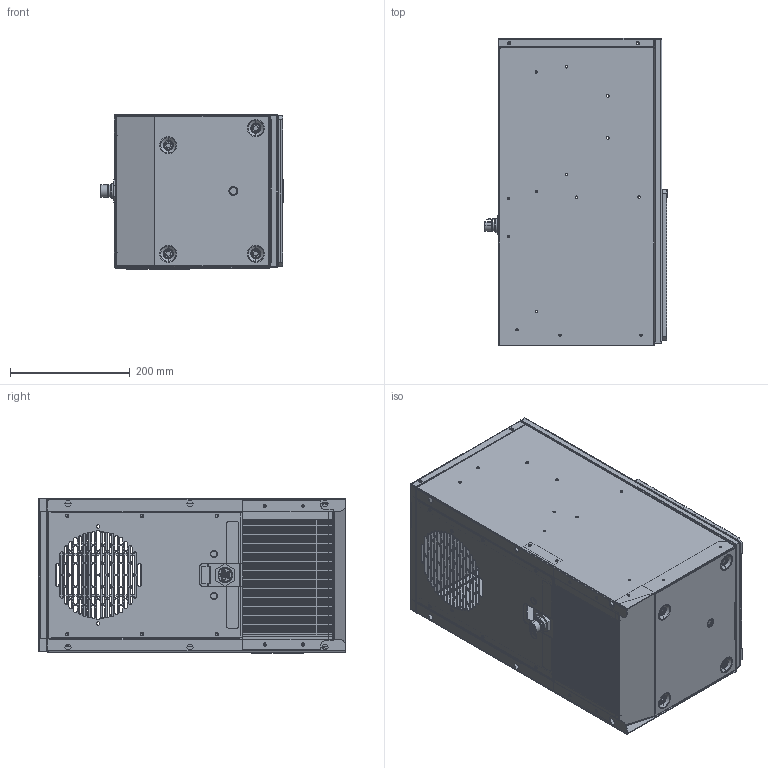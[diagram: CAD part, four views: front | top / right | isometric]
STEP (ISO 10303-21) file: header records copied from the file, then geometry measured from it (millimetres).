
FILE_DESCRIPTION (( 'STEP AP203' ), '1' );
FILE_NAME ('13382344255_Default.step', '2025-03-21T19:48:21', ( 'Windows User' ), ( 'AUTOMATION DIRECT' ), 'SwSTEP 2.0', 'SolidWorks 2024', '' );
FILE_SCHEMA (( 'CONFIG_CONTROL_DESIGN' ));
Length unit declared in the file: inch
Products named in the file (1): 13382344255_Default
Bounding box: 304.54 x 512.07 x 258.64 mm (x, y, z)
Volume: 1761362.8 mm3; surface area: 1634594.9 mm2
Topology: 11 solids, 12 shells, 2383 faces, 6354 edges, 4070 vertices
Faces by surface type: plane 1378, cylinder 900, torus 42, bspline 33, cone 22, sphere 8
Entity records: 77193 total; most frequent: CARTESIAN_POINT 16393, ORIENTED_EDGE 12684, DIRECTION 12355, EDGE_CURVE 6342, LINE 4137, VECTOR 4137, AXIS2_PLACEMENT_3D 4109, VERTEX_POINT 4066
